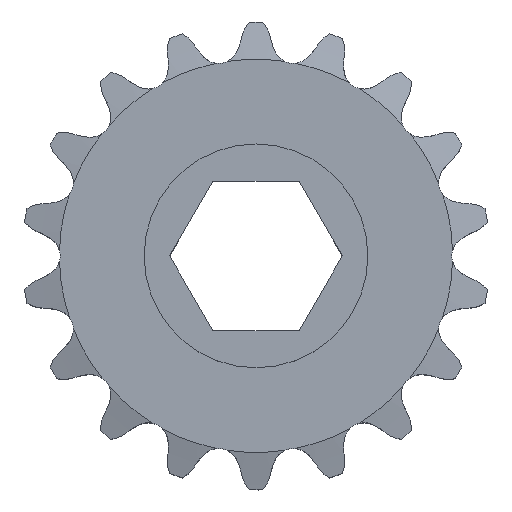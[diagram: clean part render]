
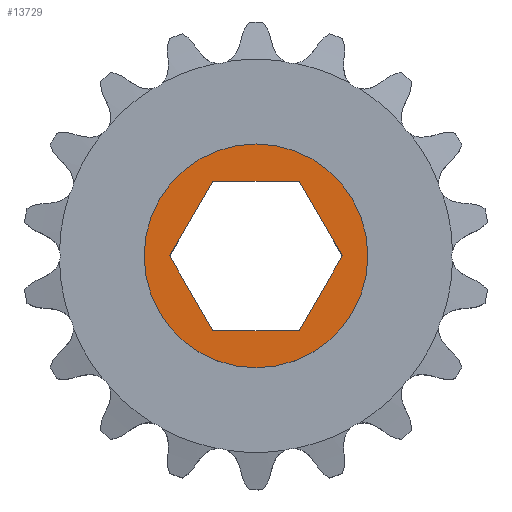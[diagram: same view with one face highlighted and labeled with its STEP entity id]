
A CAD part, top view. The second image highlights one B-rep face of the part: STEP entity #13729.
In plain terms, the highlighted planar face has unit normal (0, 0, 1).
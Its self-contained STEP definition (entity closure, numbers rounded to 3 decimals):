
#40 = CARTESIAN_POINT ( 'NONE',  ( -7.35, 0., 7.938 ) ) ;
#117 = VERTEX_POINT ( 'NONE', #10487 ) ;
#146 = CARTESIAN_POINT ( 'NONE',  ( 7.35, 0., 7.938 ) ) ;
#416 = AXIS2_PLACEMENT_3D ( 'NONE', #7922, #3173, #7848 ) ;
#665 = CARTESIAN_POINT ( 'NONE',  ( 3.675, 6.365, 7.938 ) ) ;
#858 = DIRECTION ( 'NONE',  ( 0.5, -0.866, 0. ) ) ;
#1270 = EDGE_LOOP ( 'NONE', ( #11872, #13245, #11809, #14459, #12922, #9365 ) ) ;
#1331 = EDGE_CURVE ( 'NONE', #14700, #7457, #7484, .T. ) ;
#2813 = AXIS2_PLACEMENT_3D ( 'NONE', #14576, #11233, #13519 ) ;
#3173 = DIRECTION ( 'NONE',  ( 0., 0., 1. ) ) ;
#3332 = VECTOR ( 'NONE', #858, 1000. ) ;
#3399 = ORIENTED_EDGE ( 'NONE', *, *, #5707, .T. ) ;
#3751 = DIRECTION ( 'NONE',  ( 1., 0., 0. ) ) ;
#3826 = VERTEX_POINT ( 'NONE', #5659 ) ;
#3863 = AXIS2_PLACEMENT_3D ( 'NONE', #4697, #14220, #8426 ) ;
#4685 = EDGE_CURVE ( 'NONE', #7564, #3826, #8277, .T. ) ;
#4697 = CARTESIAN_POINT ( 'NONE',  ( 0., 0., 7.938 ) ) ;
#4701 = LINE ( 'NONE', #9428, #14587 ) ;
#4826 = DIRECTION ( 'NONE',  ( -0.5, 0.866, 0. ) ) ;
#5097 = DIRECTION ( 'NONE',  ( -0.5, -0.866, 0. ) ) ;
#5418 = CARTESIAN_POINT ( 'NONE',  ( -3.675, 6.365, 7.938 ) ) ;
#5659 = CARTESIAN_POINT ( 'NONE',  ( 3.675, -6.365, 7.938 ) ) ;
#5707 = EDGE_CURVE ( 'NONE', #11295, #11384, #10463, .T. ) ;
#6188 = DIRECTION ( 'NONE',  ( -1., 0., 0. ) ) ;
#6196 = CARTESIAN_POINT ( 'NONE',  ( -3.675, -6.365, 7.938 ) ) ;
#6229 = CARTESIAN_POINT ( 'NONE',  ( -3.675, 6.365, 7.938 ) ) ;
#6563 = CARTESIAN_POINT ( 'NONE',  ( -9.525, 0., 7.938 ) ) ;
#7286 = EDGE_CURVE ( 'NONE', #117, #14700, #11778, .T. ) ;
#7457 = VERTEX_POINT ( 'NONE', #5418 ) ;
#7472 = VECTOR ( 'NONE', #4826, 1000. ) ;
#7484 = LINE ( 'NONE', #665, #13768 ) ;
#7564 = VERTEX_POINT ( 'NONE', #9470 ) ;
#7848 = DIRECTION ( 'NONE',  ( 1., 0., 0. ) ) ;
#7922 = CARTESIAN_POINT ( 'NONE',  ( 0., 0., 7.938 ) ) ;
#8277 = LINE ( 'NONE', #6196, #12389 ) ;
#8284 = DIRECTION ( 'NONE',  ( 0.5, 0.866, 0. ) ) ;
#8426 = DIRECTION ( 'NONE',  ( 1., 0., 0. ) ) ;
#8997 = FACE_BOUND ( 'NONE', #1270, .T. ) ;
#9365 = ORIENTED_EDGE ( 'NONE', *, *, #7286, .F. ) ;
#9428 = CARTESIAN_POINT ( 'NONE',  ( 3.675, -6.365, 7.938 ) ) ;
#9429 = CIRCLE ( 'NONE', #2813, 9.525 ) ;
#9470 = CARTESIAN_POINT ( 'NONE',  ( -3.675, -6.365, 7.938 ) ) ;
#10463 = CIRCLE ( 'NONE', #3863, 9.525 ) ;
#10487 = CARTESIAN_POINT ( 'NONE',  ( 7.35, 0., 7.938 ) ) ;
#10658 = VECTOR ( 'NONE', #5097, 1000. ) ;
#11203 = CARTESIAN_POINT ( 'NONE',  ( -7.35, 0., 7.938 ) ) ;
#11233 = DIRECTION ( 'NONE',  ( 0., 0., 1. ) ) ;
#11295 = VERTEX_POINT ( 'NONE', #12229 ) ;
#11352 = LINE ( 'NONE', #11203, #3332 ) ;
#11384 = VERTEX_POINT ( 'NONE', #6563 ) ;
#11778 = LINE ( 'NONE', #146, #7472 ) ;
#11809 = ORIENTED_EDGE ( 'NONE', *, *, #12136, .F. ) ;
#11872 = ORIENTED_EDGE ( 'NONE', *, *, #14140, .F. ) ;
#11974 = LINE ( 'NONE', #6229, #10658 ) ;
#12101 = EDGE_CURVE ( 'NONE', #7457, #13833, #11974, .T. ) ;
#12136 = EDGE_CURVE ( 'NONE', #13833, #7564, #11352, .T. ) ;
#12229 = CARTESIAN_POINT ( 'NONE',  ( 9.525, 0., 7.938 ) ) ;
#12389 = VECTOR ( 'NONE', #3751, 1000. ) ;
#12512 = PLANE ( 'NONE',  #416 ) ;
#12922 = ORIENTED_EDGE ( 'NONE', *, *, #1331, .F. ) ;
#13245 = ORIENTED_EDGE ( 'NONE', *, *, #4685, .F. ) ;
#13519 = DIRECTION ( 'NONE',  ( 1., 0., 0. ) ) ;
#13650 = FACE_OUTER_BOUND ( 'NONE', #13713, .T. ) ;
#13713 = EDGE_LOOP ( 'NONE', ( #14754, #3399 ) ) ;
#13729 = ADVANCED_FACE ( 'NONE', ( #8997, #13650 ), #12512, .T. ) ;
#13768 = VECTOR ( 'NONE', #6188, 1000. ) ;
#13833 = VERTEX_POINT ( 'NONE', #40 ) ;
#14140 = EDGE_CURVE ( 'NONE', #3826, #117, #4701, .T. ) ;
#14220 = DIRECTION ( 'NONE',  ( 0., 0., 1. ) ) ;
#14459 = ORIENTED_EDGE ( 'NONE', *, *, #12101, .F. ) ;
#14576 = CARTESIAN_POINT ( 'NONE',  ( 0., 0., 7.938 ) ) ;
#14587 = VECTOR ( 'NONE', #8284, 1000. ) ;
#14700 = VERTEX_POINT ( 'NONE', #14891 ) ;
#14754 = ORIENTED_EDGE ( 'NONE', *, *, #14800, .T. ) ;
#14800 = EDGE_CURVE ( 'NONE', #11384, #11295, #9429, .T. ) ;
#14891 = CARTESIAN_POINT ( 'NONE',  ( 3.675, 6.365, 7.938 ) ) ;
